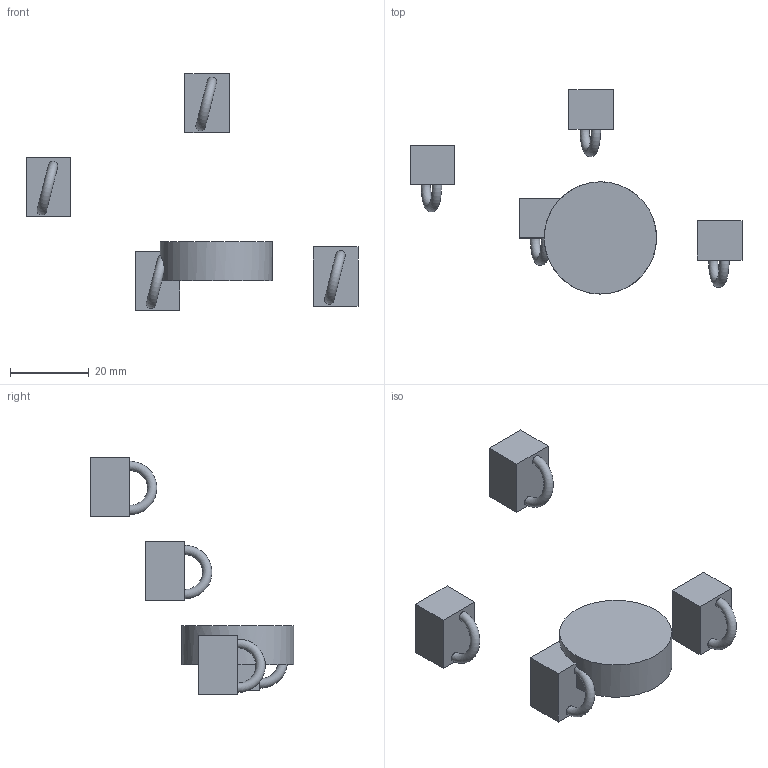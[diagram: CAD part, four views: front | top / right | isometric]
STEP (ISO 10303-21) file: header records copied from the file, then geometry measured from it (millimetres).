
FILE_DESCRIPTION(/* description */ (''),/* implementation_level */ '2;1');
FILE_NAME(/* name */ 'erste_Ableitung_02.stp',/* time_stamp */ '2014-03-18T13:45:26+01:00',/* author */ ('CAD Fleischer'),/* organization */ (''),/* preprocessor_version */ 'ST-DEVELOPER v15.2',/* originating_system */ 'Autodesk Inventor 2014',/* authorisation */ '');
FILE_SCHEMA (('AUTOMOTIVE_DESIGN { 1 0 10303 214 3 1 1 }'));
Length unit declared in the file: millimetre
Products named in the file (1): erste_Ableitung
Bounding box: 84.51 x 51.88 x 60.26 mm (x, y, z)
Volume: 13271.8 mm3; surface area: 5860.6 mm2
Topology: 4 solids, 4 shells, 31 faces, 71 edges, 47 vertices
Faces by surface type: plane 26, torus 4, cylinder 1
Full cylindrical faces by diameter (mm): 28.567 x1
Entity records: 900 total; most frequent: CARTESIAN_POINT 174, DIRECTION 139, ORIENTED_EDGE 130, EDGE_CURVE 65, LINE 53, VECTOR 53, VERTEX_POINT 46, EDGE_LOOP 43
